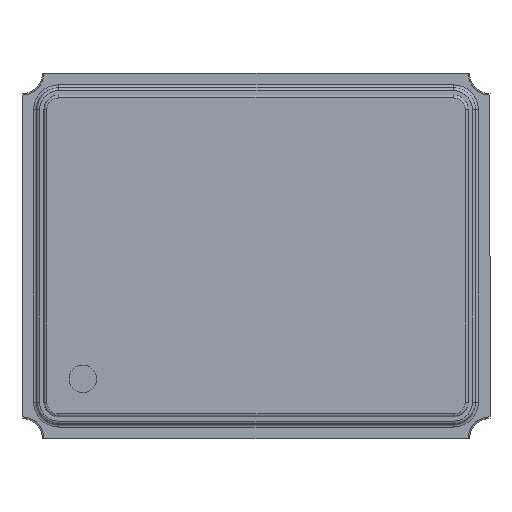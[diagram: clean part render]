
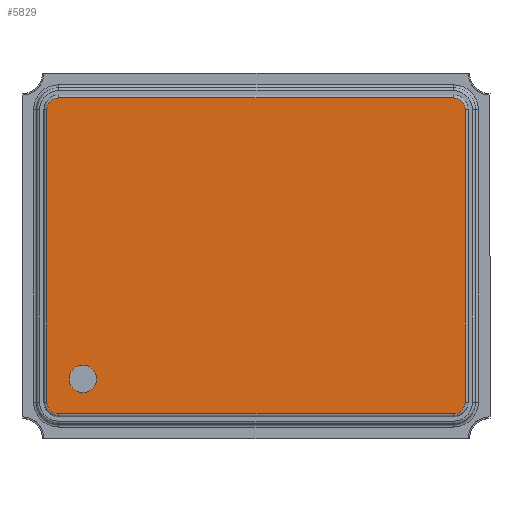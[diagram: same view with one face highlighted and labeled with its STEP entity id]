
A CAD part, top view. The second image highlights one B-rep face of the part: STEP entity #5829.
In plain terms, the highlighted planar face has unit normal (0, 0, 1).
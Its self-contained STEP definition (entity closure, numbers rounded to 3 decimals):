
#118 = ORIENTED_EDGE ( 'NONE', *, *, #5444, .F. ) ;
#122 = FACE_OUTER_BOUND ( 'NONE', #6360, .T. ) ;
#239 = VECTOR ( 'NONE', #6357, 1000. ) ;
#302 = CARTESIAN_POINT ( 'NONE',  ( 1.35, -1.08, 0.7 ) ) ;
#411 = EDGE_CURVE ( 'NONE', #4619, #4414, #3568, .T. ) ;
#429 = CIRCLE ( 'NONE', #4014, 0.08 ) ;
#541 = VERTEX_POINT ( 'NONE', #1445 ) ;
#878 = LINE ( 'NONE', #4248, #1694 ) ;
#996 = CARTESIAN_POINT ( 'NONE',  ( -1.184, -0.841, 0.7 ) ) ;
#1024 = ORIENTED_EDGE ( 'NONE', *, *, #6185, .F. ) ;
#1049 = CARTESIAN_POINT ( 'NONE',  ( 1.43, 1., 0.7 ) ) ;
#1188 = ORIENTED_EDGE ( 'NONE', *, *, #411, .T. ) ;
#1197 = EDGE_CURVE ( 'NONE', #4555, #541, #1546, .T. ) ;
#1411 = EDGE_CURVE ( 'NONE', #541, #4358, #3955, .T. ) ;
#1424 = AXIS2_PLACEMENT_3D ( 'NONE', #996, #6255, #3916 ) ;
#1442 = ORIENTED_EDGE ( 'NONE', *, *, #3710, .T. ) ;
#1445 = CARTESIAN_POINT ( 'NONE',  ( 1.35, 1.08, 0.7 ) ) ;
#1480 = CARTESIAN_POINT ( 'NONE',  ( 1.35, -1., 0.7 ) ) ;
#1534 = CARTESIAN_POINT ( 'NONE',  ( -1.089, -0.841, 0.7 ) ) ;
#1546 = CIRCLE ( 'NONE', #3973, 0.08 ) ;
#1550 = AXIS2_PLACEMENT_3D ( 'NONE', #5631, #3223, #6743 ) ;
#1579 = AXIS2_PLACEMENT_3D ( 'NONE', #5370, #3651, #4186 ) ;
#1637 = VERTEX_POINT ( 'NONE', #6469 ) ;
#1642 = CIRCLE ( 'NONE', #6023, 0.08 ) ;
#1686 = CARTESIAN_POINT ( 'NONE',  ( -1.278, -0.841, 0.7 ) ) ;
#1694 = VECTOR ( 'NONE', #1865, 1000. ) ;
#1728 = EDGE_CURVE ( 'NONE', #1637, #4619, #2956, .T. ) ;
#1739 = VERTEX_POINT ( 'NONE', #1534 ) ;
#1865 = DIRECTION ( 'NONE',  ( 1., 0., 0. ) ) ;
#1906 = EDGE_CURVE ( 'NONE', #6968, #6805, #1642, .T. ) ;
#2002 = CARTESIAN_POINT ( 'NONE',  ( 1.43, -1., 0.7 ) ) ;
#2132 = CIRCLE ( 'NONE', #1424, 0.095 ) ;
#2170 = DIRECTION ( 'NONE',  ( 1., 0., 0. ) ) ;
#2288 = CARTESIAN_POINT ( 'NONE',  ( 1.43, 1., 0.7 ) ) ;
#2311 = EDGE_CURVE ( 'NONE', #4414, #6968, #878, .T. ) ;
#2314 = CARTESIAN_POINT ( 'NONE',  ( -1.35, 1.08, 0.7 ) ) ;
#2404 = VECTOR ( 'NONE', #6066, 1000. ) ;
#2457 = ORIENTED_EDGE ( 'NONE', *, *, #1411, .T. ) ;
#2491 = EDGE_LOOP ( 'NONE', ( #1024, #118 ) ) ;
#2578 = CARTESIAN_POINT ( 'NONE',  ( -1.35, 1.08, 0.7 ) ) ;
#2956 = LINE ( 'NONE', #5022, #4405 ) ;
#3174 = CIRCLE ( 'NONE', #1550, 0.095 ) ;
#3223 = DIRECTION ( 'NONE',  ( 0., 0., 1. ) ) ;
#3268 = DIRECTION ( 'NONE',  ( 0., 0., 1. ) ) ;
#3358 = LINE ( 'NONE', #2288, #239 ) ;
#3568 = CIRCLE ( 'NONE', #6166, 0.08 ) ;
#3577 = PLANE ( 'NONE',  #1579 ) ;
#3651 = DIRECTION ( 'NONE',  ( 0., 0., 1. ) ) ;
#3668 = DIRECTION ( 'NONE',  ( 1., 0., 0. ) ) ;
#3710 = EDGE_CURVE ( 'NONE', #6805, #4555, #3358, .T. ) ;
#3760 = VERTEX_POINT ( 'NONE', #1686 ) ;
#3776 = EDGE_CURVE ( 'NONE', #4358, #1637, #429, .T. ) ;
#3794 = ORIENTED_EDGE ( 'NONE', *, *, #1728, .T. ) ;
#3916 = DIRECTION ( 'NONE',  ( 1., 0., 0. ) ) ;
#3941 = ORIENTED_EDGE ( 'NONE', *, *, #2311, .T. ) ;
#3955 = LINE ( 'NONE', #2578, #2404 ) ;
#3973 = AXIS2_PLACEMENT_3D ( 'NONE', #4436, #6766, #2170 ) ;
#4014 = AXIS2_PLACEMENT_3D ( 'NONE', #4684, #7559, #5224 ) ;
#4180 = ORIENTED_EDGE ( 'NONE', *, *, #3776, .T. ) ;
#4186 = DIRECTION ( 'NONE',  ( 1., 0., 0. ) ) ;
#4208 = CARTESIAN_POINT ( 'NONE',  ( -1.35, -1., 0.7 ) ) ;
#4248 = CARTESIAN_POINT ( 'NONE',  ( 1.35, -1.08, 0.7 ) ) ;
#4358 = VERTEX_POINT ( 'NONE', #2314 ) ;
#4405 = VECTOR ( 'NONE', #6839, 1000. ) ;
#4414 = VERTEX_POINT ( 'NONE', #7512 ) ;
#4436 = CARTESIAN_POINT ( 'NONE',  ( 1.35, 1., 0.7 ) ) ;
#4555 = VERTEX_POINT ( 'NONE', #1049 ) ;
#4619 = VERTEX_POINT ( 'NONE', #6499 ) ;
#4684 = CARTESIAN_POINT ( 'NONE',  ( -1.35, 1., 0.7 ) ) ;
#4808 = DIRECTION ( 'NONE',  ( 0., 0., 1. ) ) ;
#4957 = FACE_BOUND ( 'NONE', #2491, .T. ) ;
#4964 = ORIENTED_EDGE ( 'NONE', *, *, #1197, .T. ) ;
#5022 = CARTESIAN_POINT ( 'NONE',  ( -1.43, -1., 0.7 ) ) ;
#5042 = DIRECTION ( 'NONE',  ( 1., 0., 0. ) ) ;
#5224 = DIRECTION ( 'NONE',  ( 1., 0., 0. ) ) ;
#5240 = ORIENTED_EDGE ( 'NONE', *, *, #1906, .T. ) ;
#5370 = CARTESIAN_POINT ( 'NONE',  ( 0., 0., 0.7 ) ) ;
#5444 = EDGE_CURVE ( 'NONE', #3760, #1739, #3174, .T. ) ;
#5631 = CARTESIAN_POINT ( 'NONE',  ( -1.184, -0.841, 0.7 ) ) ;
#5829 = ADVANCED_FACE ( 'NONE', ( #4957, #122 ), #3577, .T. ) ;
#6023 = AXIS2_PLACEMENT_3D ( 'NONE', #1480, #3268, #5042 ) ;
#6066 = DIRECTION ( 'NONE',  ( -1., 0., 0. ) ) ;
#6166 = AXIS2_PLACEMENT_3D ( 'NONE', #4208, #4808, #3668 ) ;
#6185 = EDGE_CURVE ( 'NONE', #1739, #3760, #2132, .T. ) ;
#6255 = DIRECTION ( 'NONE',  ( 0., 0., 1. ) ) ;
#6357 = DIRECTION ( 'NONE',  ( 0., 1., 0. ) ) ;
#6360 = EDGE_LOOP ( 'NONE', ( #3941, #5240, #1442, #4964, #2457, #4180, #3794, #1188 ) ) ;
#6469 = CARTESIAN_POINT ( 'NONE',  ( -1.43, 1., 0.7 ) ) ;
#6499 = CARTESIAN_POINT ( 'NONE',  ( -1.43, -1., 0.7 ) ) ;
#6743 = DIRECTION ( 'NONE',  ( 1., 0., 0. ) ) ;
#6766 = DIRECTION ( 'NONE',  ( 0., 0., 1. ) ) ;
#6805 = VERTEX_POINT ( 'NONE', #2002 ) ;
#6839 = DIRECTION ( 'NONE',  ( 0., -1., 0. ) ) ;
#6968 = VERTEX_POINT ( 'NONE', #302 ) ;
#7512 = CARTESIAN_POINT ( 'NONE',  ( -1.35, -1.08, 0.7 ) ) ;
#7559 = DIRECTION ( 'NONE',  ( 0., 0., 1. ) ) ;
